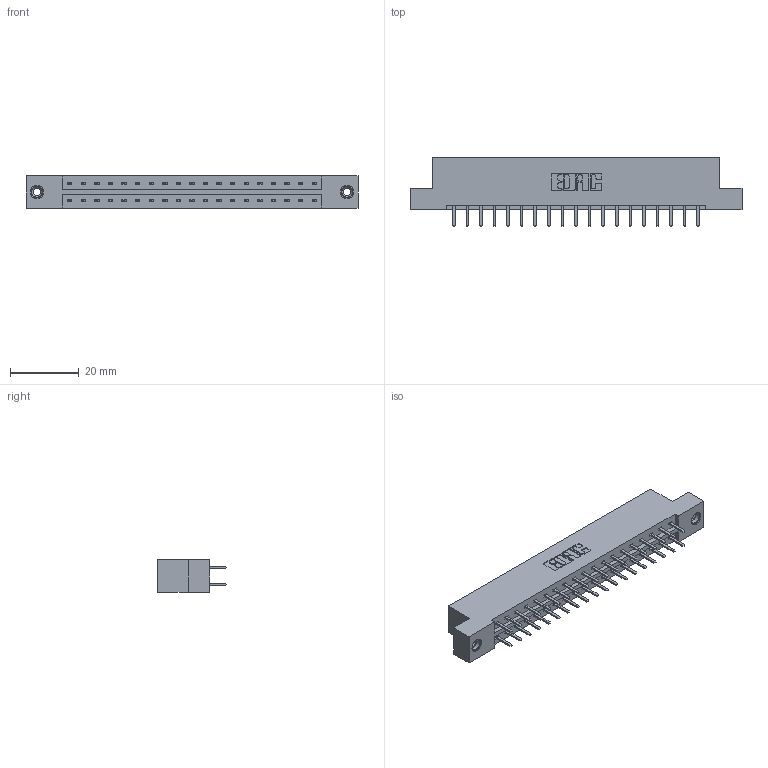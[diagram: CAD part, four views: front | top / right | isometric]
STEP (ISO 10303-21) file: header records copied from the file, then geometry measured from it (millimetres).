
FILE_DESCRIPTION (( 'STEP AP203' ), '1' );
FILE_NAME ('333-038-520-208.STEP', '2018-08-03T03:26:16', ( '' ), ( '' ), 'SwSTEP 2.0', 'SolidWorks 2016', '' );
FILE_SCHEMA (( 'CONFIG_CONTROL_DESIGN' ));
Length unit declared in the file: inch
Products named in the file (4): 333 Part_Flush - .156 Dia - TI; 345-292-001_345-293-120; 345-250-001_345-250-003-102; 333-038-520-208
Assembly tree (41 placements, depth 2):
  333-038-520-208
    333 Part_Flush - .156 Dia - TI
    345-292-001_345-293-120  x38
    345-250-001_345-250-003-102  x2
Bounding box: 96.82 x 20.02 x 9.4 mm (x, y, z)
Volume: 9646.9 mm3; surface area: 11135.4 mm2
Topology: 41 solids, 41 shells, 2302 faces, 6641 edges, 4318 vertices
Faces by surface type: plane 1546, cylinder 740, cone 12, torus 4
Entity records: 16498 total; most frequent: CARTESIAN_POINT 2757, ORIENTED_EDGE 2674, DIRECTION 2415, EDGE_CURVE 1337, LINE 1185, VECTOR 1185, VERTEX_POINT 884, AXIS2_PLACEMENT_3D 615
